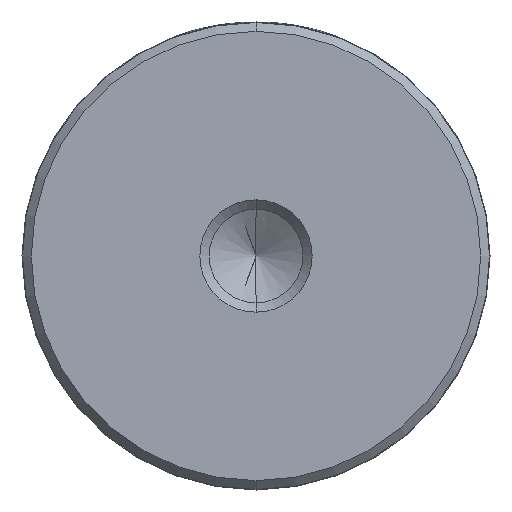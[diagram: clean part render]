
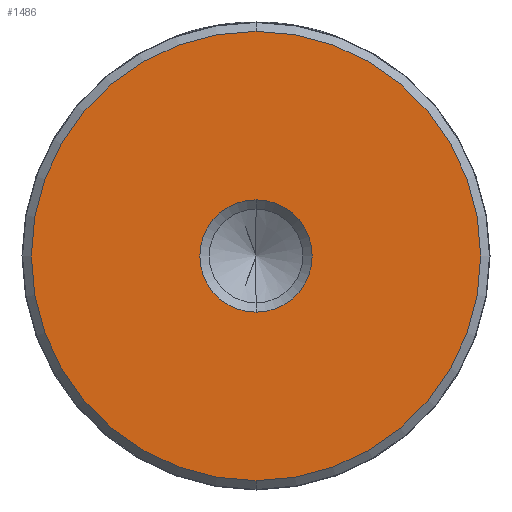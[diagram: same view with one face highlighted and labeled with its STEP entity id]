
A CAD part, front view. The second image highlights one B-rep face of the part: STEP entity #1486.
In plain terms, the highlighted planar face has unit normal (0, -1, 0).
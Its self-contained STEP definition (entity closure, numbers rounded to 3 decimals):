
#9 = VERTEX_POINT ( 'NONE', #689 ) ;
#44 = VERTEX_POINT ( 'NONE', #342 ) ;
#45 = CARTESIAN_POINT ( 'NONE',  ( 12.5, -36.5, 0. ) ) ;
#59 = CARTESIAN_POINT ( 'NONE',  ( 0., -36.5, -3. ) ) ;
#89 = DIRECTION ( 'NONE',  ( 0., -1., 0. ) ) ;
#104 = AXIS2_PLACEMENT_3D ( 'NONE', #1446, #702, #1555 ) ;
#149 = DIRECTION ( 'NONE',  ( 0., 1., 0. ) ) ;
#169 = DIRECTION ( 'NONE',  ( 0., 0., -1. ) ) ;
#215 = ORIENTED_EDGE ( 'NONE', *, *, #619, .T. ) ;
#300 = AXIS2_PLACEMENT_3D ( 'NONE', #1215, #484, #1339 ) ;
#342 = CARTESIAN_POINT ( 'NONE',  ( 0., -36.5, 3. ) ) ;
#344 = EDGE_CURVE ( 'NONE', #1518, #44, #1523, .T. ) ;
#382 = FACE_OUTER_BOUND ( 'NONE', #1066, .T. ) ;
#441 = EDGE_CURVE ( 'NONE', #44, #1518, #805, .T. ) ;
#484 = DIRECTION ( 'NONE',  ( 0., 1., 0. ) ) ;
#542 = VERTEX_POINT ( 'NONE', #787 ) ;
#556 = EDGE_CURVE ( 'NONE', #9, #542, #1382, .T. ) ;
#566 = ORIENTED_EDGE ( 'NONE', *, *, #344, .T. ) ;
#619 = EDGE_CURVE ( 'NONE', #542, #9, #645, .T. ) ;
#645 = CIRCLE ( 'NONE', #104, 12. ) ;
#667 = FACE_BOUND ( 'NONE', #1460, .T. ) ;
#689 = CARTESIAN_POINT ( 'NONE',  ( 0., -36.5, 12. ) ) ;
#702 = DIRECTION ( 'NONE',  ( 0., -1., 0. ) ) ;
#776 = PLANE ( 'NONE',  #1515 ) ;
#787 = CARTESIAN_POINT ( 'NONE',  ( 0., -36.5, -12. ) ) ;
#805 = CIRCLE ( 'NONE', #948, 3. ) ;
#822 = CARTESIAN_POINT ( 'NONE',  ( 0., -36.5, 0. ) ) ;
#881 = CARTESIAN_POINT ( 'NONE',  ( 0., -36.5, 0. ) ) ;
#899 = DIRECTION ( 'NONE',  ( 0., -1., 0. ) ) ;
#937 = DIRECTION ( 'NONE',  ( 0., 0., -1. ) ) ;
#948 = AXIS2_PLACEMENT_3D ( 'NONE', #881, #149, #1002 ) ;
#1002 = DIRECTION ( 'NONE',  ( 0., 0., -1. ) ) ;
#1066 = EDGE_LOOP ( 'NONE', ( #1539, #215 ) ) ;
#1215 = CARTESIAN_POINT ( 'NONE',  ( 0., -36.5, 0. ) ) ;
#1339 = DIRECTION ( 'NONE',  ( 0., 0., -1. ) ) ;
#1382 = CIRCLE ( 'NONE', #1453, 12. ) ;
#1446 = CARTESIAN_POINT ( 'NONE',  ( 0., -36.5, 0. ) ) ;
#1453 = AXIS2_PLACEMENT_3D ( 'NONE', #822, #89, #937 ) ;
#1460 = EDGE_LOOP ( 'NONE', ( #566, #1574 ) ) ;
#1486 = ADVANCED_FACE ( 'NONE', ( #667, #382 ), #776, .T. ) ;
#1515 = AXIS2_PLACEMENT_3D ( 'NONE', #45, #899, #169 ) ;
#1518 = VERTEX_POINT ( 'NONE', #59 ) ;
#1523 = CIRCLE ( 'NONE', #300, 3. ) ;
#1539 = ORIENTED_EDGE ( 'NONE', *, *, #556, .T. ) ;
#1555 = DIRECTION ( 'NONE',  ( 0., 0., -1. ) ) ;
#1574 = ORIENTED_EDGE ( 'NONE', *, *, #441, .T. ) ;
